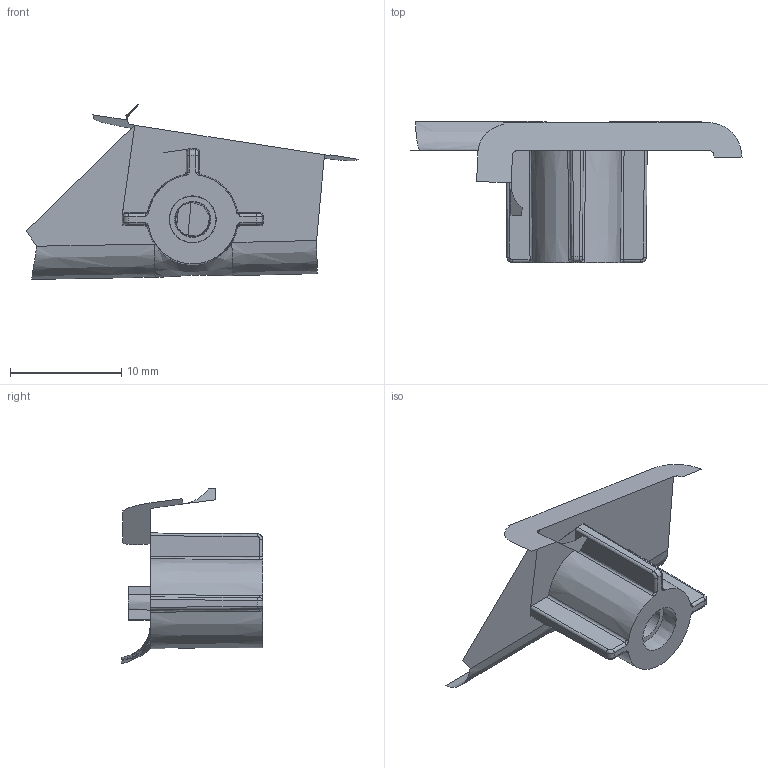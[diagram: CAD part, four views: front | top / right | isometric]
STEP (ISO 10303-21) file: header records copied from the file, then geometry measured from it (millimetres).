
FILE_DESCRIPTION(('Open CASCADE Model'),'2;1');
FILE_NAME('Open CASCADE Shape Model','2025-10-21T21:37:35',('Author'),( 'Open CASCADE'),'Open CASCADE STEP processor 7.7','Open CASCADE 7.7' ,'Unknown');
FILE_SCHEMA(('AUTOMOTIVE_DESIGN { 1 0 10303 214 1 1 1 1 }'));
Length unit declared in the file: millimetre
Products named in the file (68): Open CASCADE STEP translator 7.7 56; Open CASCADE STEP translator 7.7 56.1; Open CASCADE STEP translator 7.7 56.2; Open CASCADE STEP translator 7.7 56.3; Open CASCADE STEP translator 7.7 56.4; Open CASCADE STEP translator 7.7 56.5; Open CASCADE STEP translator 7.7 56.6; Open CASCADE STEP translator 7.7 56.7; Open CASCADE STEP translator 7.7 56.8; Open CASCADE STEP translator 7.7 56.9; Open CASCADE STEP translator 7.7 56.10; Open CASCADE STEP translator 7.7 56.11; Open CASCADE STEP translator 7.7 56.12; Open CASCADE STEP translator 7.7 56.13; Open CASCADE STEP translator 7.7 56.14; Open CASCADE STEP translator 7.7 56.15; Open CASCADE STEP translator 7.7 56.16; Open CASCADE STEP translator 7.7 56.17; Open CASCADE STEP translator 7.7 56.18; Open CASCADE STEP translator 7.7 56.19; Open CASCADE STEP translator 7.7 56.20; Open CASCADE STEP translator 7.7 56.21; Open CASCADE STEP translator 7.7 56.22; Open CASCADE STEP translator 7.7 56.23; Open CASCADE STEP translator 7.7 56.24; Open CASCADE STEP translator 7.7 56.25; Open CASCADE STEP translator 7.7 56.26; Open CASCADE STEP translator 7.7 56.27; Open CASCADE STEP translator 7.7 56.28; Open CASCADE STEP translator 7.7 56.29; Open CASCADE STEP translator 7.7 56.30; Open CASCADE STEP translator 7.7 56.31; Open CASCADE STEP translator 7.7 56.32; Open CASCADE STEP translator 7.7 56.33; Open CASCADE STEP translator 7.7 56.34; Open CASCADE STEP translator 7.7 56.35; Open CASCADE STEP translator 7.7 56.36; Open CASCADE STEP translator 7.7 56.37; Open CASCADE STEP translator 7.7 56.38; Open CASCADE STEP translator 7.7 56.39 ...
Assembly tree (67 placements, depth 2):
  Open CASCADE STEP translator 7.7 56
    Open CASCADE STEP translator 7.7 56.1
    Open CASCADE STEP translator 7.7 56.2
    Open CASCADE STEP translator 7.7 56.3
    Open CASCADE STEP translator 7.7 56.4
    Open CASCADE STEP translator 7.7 56.5
    Open CASCADE STEP translator 7.7 56.6
    Open CASCADE STEP translator 7.7 56.7
    Open CASCADE STEP translator 7.7 56.8
    Open CASCADE STEP translator 7.7 56.9
    Open CASCADE STEP translator 7.7 56.10
    Open CASCADE STEP translator 7.7 56.11
    Open CASCADE STEP translator 7.7 56.12
    Open CASCADE STEP translator 7.7 56.13
    Open CASCADE STEP translator 7.7 56.14
    Open CASCADE STEP translator 7.7 56.15
    Open CASCADE STEP translator 7.7 56.16
    Open CASCADE STEP translator 7.7 56.17
    Open CASCADE STEP translator 7.7 56.18
    Open CASCADE STEP translator 7.7 56.19
    Open CASCADE STEP translator 7.7 56.20
    Open CASCADE STEP translator 7.7 56.21
    Open CASCADE STEP translator 7.7 56.22
    Open CASCADE STEP translator 7.7 56.23
    Open CASCADE STEP translator 7.7 56.24
    Open CASCADE STEP translator 7.7 56.25
    Open CASCADE STEP translator 7.7 56.26
    Open CASCADE STEP translator 7.7 56.27
    Open CASCADE STEP translator 7.7 56.28
    Open CASCADE STEP translator 7.7 56.29
    Open CASCADE STEP translator 7.7 56.30
    Open CASCADE STEP translator 7.7 56.31
    Open CASCADE STEP translator 7.7 56.32
    Open CASCADE STEP translator 7.7 56.33
    Open CASCADE STEP translator 7.7 56.34
    Open CASCADE STEP translator 7.7 56.35
    Open CASCADE STEP translator 7.7 56.36
    Open CASCADE STEP translator 7.7 56.37
    Open CASCADE STEP translator 7.7 56.38
    Open CASCADE STEP translator 7.7 56.39
    Open CASCADE STEP translator 7.7 56.40
    Open CASCADE STEP translator 7.7 56.41
    Open CASCADE STEP translator 7.7 56.42
    Open CASCADE STEP translator 7.7 56.43
    Open CASCADE STEP translator 7.7 56.44
    Open CASCADE STEP translator 7.7 56.45
    Open CASCADE STEP translator 7.7 56.46
    Open CASCADE STEP translator 7.7 56.47
    Open CASCADE STEP translator 7.7 56.48
    Open CASCADE STEP translator 7.7 56.49
    Open CASCADE STEP translator 7.7 56.50
    Open CASCADE STEP translator 7.7 56.51
    Open CASCADE STEP translator 7.7 56.52
    Open CASCADE STEP translator 7.7 56.53
    Open CASCADE STEP translator 7.7 56.54
    Open CASCADE STEP translator 7.7 56.55
    Open CASCADE STEP translator 7.7 56.56
    Open CASCADE STEP translator 7.7 56.57
    Open CASCADE STEP translator 7.7 56.58
    Open CASCADE STEP translator 7.7 56.59
Bounding box: 29.81 x 12.69 x 15.7 mm (x, y, z)
Surface area: 895.4 mm2 (no closed solid volume)
Topology: 0 solids, 67 shells, 67 faces, 341 edges, 338 vertices
Faces by surface type: bspline 41, plane 10, cone 7, cylinder 6, torus 3
Entity records: 10474 total; most frequent: CARTESIAN_POINT 5727, B_SPLINE_CURVE_WITH_KNOTS 511, DIRECTION 421, ORIENTED_EDGE 344, PCURVE 344, DEFINITIONAL_REPRESENTATION 344, EDGE_CURVE 341, VERTEX_POINT 338
